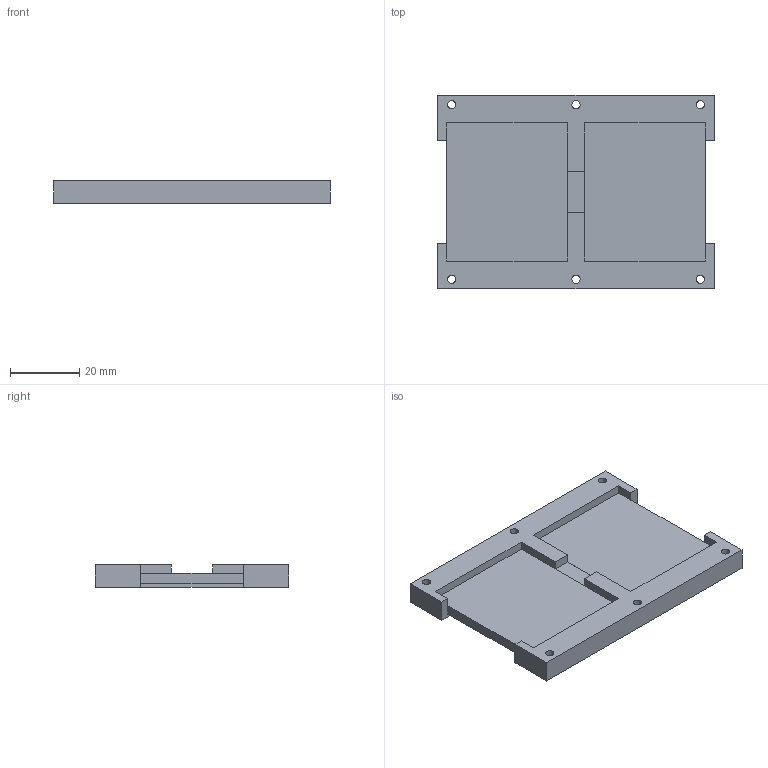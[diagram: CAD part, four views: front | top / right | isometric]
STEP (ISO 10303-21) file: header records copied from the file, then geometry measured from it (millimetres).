
FILE_DESCRIPTION(('FreeCAD Model'),'2;1');
FILE_NAME('Open CASCADE Shape Model','2025-02-25T15:50:09',(''),(''), 'Open CASCADE STEP processor 7.6','FreeCAD','Unknown');
FILE_SCHEMA(('AUTOMOTIVE_DESIGN { 1 0 10303 214 1 1 1 1 }'));
Length unit declared in the file: millimetre
Products named in the file (4): CarcasaV3; Cuerpo; Extrude; Extrude001
Assembly tree (3 placements, depth 2):
  CarcasaV3
    Cuerpo
    Extrude
    Extrude001
Bounding box: 80 x 56 x 6.5 mm (x, y, z)
Volume: 18466.6 mm3; surface area: 13639.8 mm2
Topology: 3 solids, 3 shells, 56 faces, 150 edges, 100 vertices
Faces by surface type: plane 50, cylinder 6
Full cylindrical faces by diameter (mm): 2.4 x6
Entity records: 1848 total; most frequent: CARTESIAN_POINT 310, ORIENTED_EDGE 300, DIRECTION 282, EDGE_CURVE 150, LINE 138, VECTOR 138, VERTEX_POINT 100, AXIS2_PLACEMENT_3D 72
